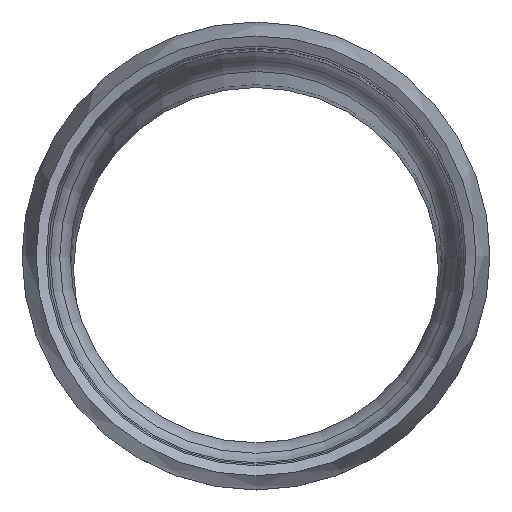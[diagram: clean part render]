
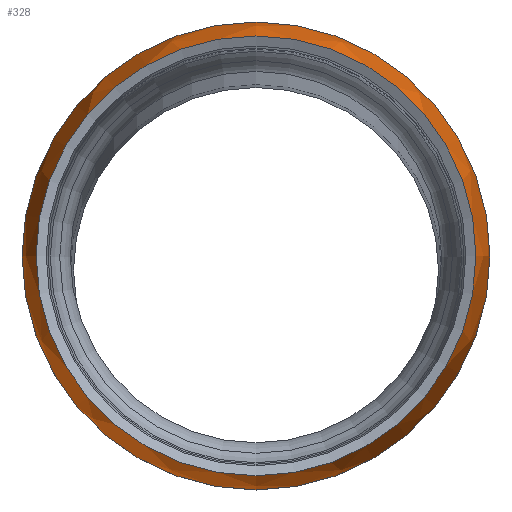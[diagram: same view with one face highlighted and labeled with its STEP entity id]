
A CAD part, top view. The second image highlights one B-rep face of the part: STEP entity #328.
In plain terms, the highlighted free-form (B-spline) face has degree [2, 2] with [3, 9] control points.
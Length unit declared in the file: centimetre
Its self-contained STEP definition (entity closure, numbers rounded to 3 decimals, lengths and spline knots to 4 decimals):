
#26=(
BOUNDED_SURFACE()
B_SPLINE_SURFACE(2,2,((#627,#628,#629,#630,#631,#632,#633,#634,#635),(#636,
#637,#638,#639,#640,#641,#642,#643,#644),(#645,#646,#647,#648,#649,#650,
#651,#652,#653)),.UNSPECIFIED.,.F.,.T.,.F.)
B_SPLINE_SURFACE_WITH_KNOTS((3,3),(3,2,2,2,3),(-0.4444,0.),
(-3.1416,-1.5708,0.,1.5708,3.1416),
 .UNSPECIFIED.)
GEOMETRIC_REPRESENTATION_ITEM()
RATIONAL_B_SPLINE_SURFACE(((1.,0.707,1.,0.707,1.,
0.707,1.,0.707,1.),(0.975,0.69,
0.975,0.69,0.975,0.69,
0.975,0.69,0.975),(1.,0.707,
1.,0.707,1.,0.707,1.,0.707,1.)))
REPRESENTATION_ITEM('')
SURFACE()
);
#62=FACE_OUTER_BOUND('',#82,.T.);
#82=EDGE_LOOP('',(#257,#258,#259,#260,#261,#262));
#112=CIRCLE('',#366,29.6064);
#113=CIRCLE('',#367,29.6064);
#114=CIRCLE('',#368,31.5);
#115=CIRCLE('',#369,31.5);
#116=CIRCLE('',#370,19.5);
#147=VERTEX_POINT('',#622);
#148=VERTEX_POINT('',#624);
#149=VERTEX_POINT('',#654);
#150=VERTEX_POINT('',#655);
#185=EDGE_CURVE('',#148,#147,#112,.T.);
#186=EDGE_CURVE('',#147,#148,#113,.T.);
#187=EDGE_CURVE('',#149,#150,#114,.T.);
#188=EDGE_CURVE('',#150,#149,#115,.T.);
#189=EDGE_CURVE('',#150,#148,#116,.T.);
#257=ORIENTED_EDGE('',*,*,#187,.F.);
#258=ORIENTED_EDGE('',*,*,#188,.F.);
#259=ORIENTED_EDGE('',*,*,#189,.T.);
#260=ORIENTED_EDGE('',*,*,#185,.T.);
#261=ORIENTED_EDGE('',*,*,#186,.T.);
#262=ORIENTED_EDGE('',*,*,#189,.F.);
#328=ADVANCED_FACE('',(#62),#26,.F.);
#366=AXIS2_PLACEMENT_3D('',#625,#453,#454);
#367=AXIS2_PLACEMENT_3D('',#626,#455,#456);
#368=AXIS2_PLACEMENT_3D('',#656,#457,#458);
#369=AXIS2_PLACEMENT_3D('',#657,#459,#460);
#370=AXIS2_PLACEMENT_3D('',#658,#461,#462);
#453=DIRECTION('center_axis',(0.,0.,-1.));
#454=DIRECTION('ref_axis',(-1.,0.,0.));
#455=DIRECTION('center_axis',(0.,0.,-1.));
#456=DIRECTION('ref_axis',(-1.,0.,0.));
#457=DIRECTION('center_axis',(0.,0.,-1.));
#458=DIRECTION('ref_axis',(-1.,0.,0.));
#459=DIRECTION('center_axis',(0.,0.,-1.));
#460=DIRECTION('ref_axis',(-1.,0.,0.));
#461=DIRECTION('center_axis',(0.,-1.,0.));
#462=DIRECTION('ref_axis',(1.,0.,0.));
#622=CARTESIAN_POINT('',(0.,-29.6064,1090.));
#624=CARTESIAN_POINT('',(29.6064,0.,1090.));
#625=CARTESIAN_POINT('Origin',(0.,0.,1090.));
#626=CARTESIAN_POINT('Origin',(0.,0.,1090.));
#627=CARTESIAN_POINT('Ctrl Pts',(29.6064,0.,1090.));
#628=CARTESIAN_POINT('Ctrl Pts',(29.6064,-29.6064,1090.));
#629=CARTESIAN_POINT('Ctrl Pts',(0.,-29.6064,1090.));
#630=CARTESIAN_POINT('Ctrl Pts',(-29.6064,-29.6064,1090.));
#631=CARTESIAN_POINT('Ctrl Pts',(-29.6064,0.,1090.));
#632=CARTESIAN_POINT('Ctrl Pts',(-29.6064,29.6064,1090.));
#633=CARTESIAN_POINT('Ctrl Pts',(0.,29.6064,1090.));
#634=CARTESIAN_POINT('Ctrl Pts',(29.6064,29.6064,1090.));
#635=CARTESIAN_POINT('Ctrl Pts',(29.6064,0.,1090.));
#636=CARTESIAN_POINT('Ctrl Pts',(31.5,0.,1086.0226));
#637=CARTESIAN_POINT('Ctrl Pts',(31.5,-31.5,1086.0226));
#638=CARTESIAN_POINT('Ctrl Pts',(0.,-31.5,1086.0226));
#639=CARTESIAN_POINT('Ctrl Pts',(-31.5,-31.5,1086.0226));
#640=CARTESIAN_POINT('Ctrl Pts',(-31.5,0.,1086.0226));
#641=CARTESIAN_POINT('Ctrl Pts',(-31.5,31.5,1086.0226));
#642=CARTESIAN_POINT('Ctrl Pts',(0.,31.5,1086.0226));
#643=CARTESIAN_POINT('Ctrl Pts',(31.5,31.5,1086.0226));
#644=CARTESIAN_POINT('Ctrl Pts',(31.5,0.,1086.0226));
#645=CARTESIAN_POINT('Ctrl Pts',(31.5,0.,1081.6175));
#646=CARTESIAN_POINT('Ctrl Pts',(31.5,-31.5,1081.6175));
#647=CARTESIAN_POINT('Ctrl Pts',(0.,-31.5,1081.6175));
#648=CARTESIAN_POINT('Ctrl Pts',(-31.5,-31.5,1081.6175));
#649=CARTESIAN_POINT('Ctrl Pts',(-31.5,0.,1081.6175));
#650=CARTESIAN_POINT('Ctrl Pts',(-31.5,31.5,1081.6175));
#651=CARTESIAN_POINT('Ctrl Pts',(0.,31.5,1081.6175));
#652=CARTESIAN_POINT('Ctrl Pts',(31.5,31.5,1081.6175));
#653=CARTESIAN_POINT('Ctrl Pts',(31.5,0.,1081.6175));
#654=CARTESIAN_POINT('',(0.,-31.5,1081.6175));
#655=CARTESIAN_POINT('',(31.5,0.,1081.6175));
#656=CARTESIAN_POINT('Origin',(0.,0.,1081.6175));
#657=CARTESIAN_POINT('Origin',(0.,0.,1081.6175));
#658=CARTESIAN_POINT('Origin',(12.,0.,1081.6175));
